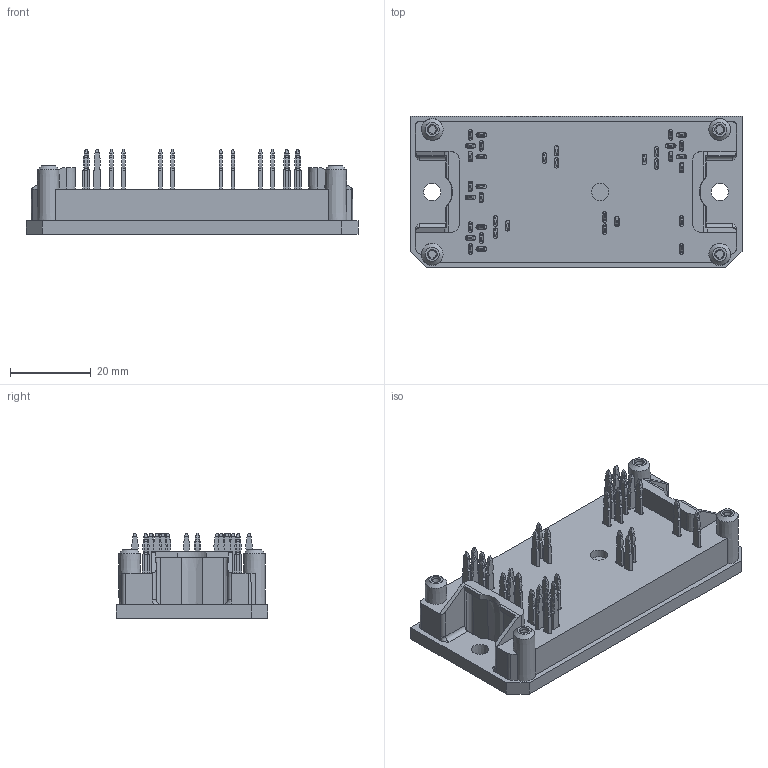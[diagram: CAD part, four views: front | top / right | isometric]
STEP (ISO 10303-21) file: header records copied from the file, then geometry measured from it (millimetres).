
FILE_DESCRIPTION(/* description */ ('Unknown'),/* implementation_level */ '2;1');
FILE_NAME(/* name */ 'Flow1-4T17Y-M130(370)-02-OL',/* time_stamp */ '2022-01-20T13:16:33+01:00',/* author */ ('Unknown'),/* organization */ ('Unknown'),/* preprocessor_version */ 'ST-DEVELOPER v16.7',/* originating_system */ 'Solid Edge',/* authorisation */ 'Unknown');
FILE_SCHEMA (('AUTOMOTIVE_DESIGN {1 0 10303 214 3 1 1}'));
Length unit declared in the file: millimetre
Products named in the file (1): Flow1-4T17Y-M130-OL
Bounding box: 82 x 37.4 x 21.23 mm (x, y, z)
Volume: 28826.7 mm3; surface area: 14152.3 mm2
Topology: 1 solids, 1 shells, 1210 faces, 3252 edges, 2115 vertices
Faces by surface type: plane 777, cylinder 319, cone 106, bspline 8
Full cylindrical faces by diameter (mm): 2.4 x4, 4.3 x1
Entity records: 46035 total; most frequent: CARTESIAN_POINT 6793, ORIENTED_EDGE 6432, DIRECTION 6358, EDGE_CURVE 3216, LINE 2376, VECTOR 2376, VERTEX_POINT 2102, AXIS2_PLACEMENT_3D 1991
